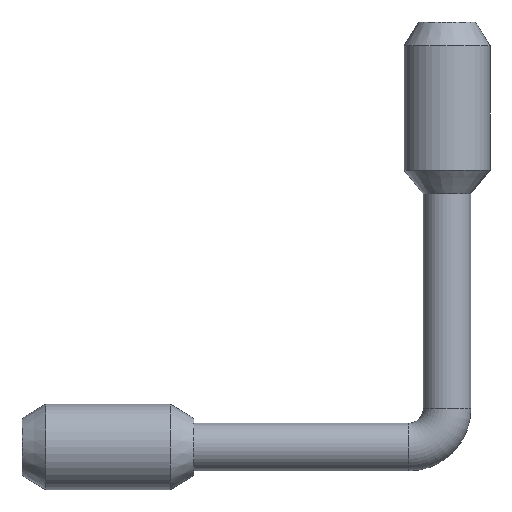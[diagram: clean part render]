
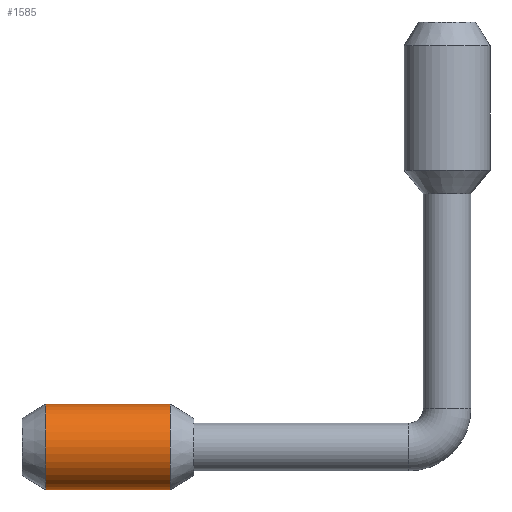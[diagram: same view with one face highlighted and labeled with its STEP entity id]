
A CAD part, front view. The second image highlights one B-rep face of the part: STEP entity #1585.
In plain terms, the highlighted cylindrical face has radius 9 mm (diameter 18 mm), a partial arc.
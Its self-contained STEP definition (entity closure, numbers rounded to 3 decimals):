
#132 = DIRECTION ( 'NONE',  ( -1., 0., 0. ) ) ;
#307 = EDGE_CURVE ( 'NONE', #2663, #3268, #1423, .T. ) ;
#376 = CARTESIAN_POINT ( 'NONE',  ( 13., 0., 9. ) ) ;
#401 = DIRECTION ( 'NONE',  ( 0., 0., 1. ) ) ;
#463 = VECTOR ( 'NONE', #2189, 1000. ) ;
#551 = DIRECTION ( 'NONE',  ( -1., 0., 0. ) ) ;
#631 = EDGE_CURVE ( 'NONE', #3268, #2751, #1802, .T. ) ;
#657 = EDGE_LOOP ( 'NONE', ( #2991, #3178, #871, #1222 ) ) ;
#760 = AXIS2_PLACEMENT_3D ( 'NONE', #1821, #132, #2110 ) ;
#871 = ORIENTED_EDGE ( 'NONE', *, *, #631, .T. ) ;
#1222 = ORIENTED_EDGE ( 'NONE', *, *, #3061, .F. ) ;
#1423 = CIRCLE ( 'NONE', #3272, 9. ) ;
#1468 = VERTEX_POINT ( 'NONE', #2861 ) ;
#1493 = FACE_OUTER_BOUND ( 'NONE', #657, .T. ) ;
#1506 = DIRECTION ( 'NONE',  ( -1., 0., 0. ) ) ;
#1558 = AXIS2_PLACEMENT_3D ( 'NONE', #3031, #551, #1662 ) ;
#1585 = ADVANCED_FACE ( 'NONE', ( #1493 ), #3440, .T. ) ;
#1662 = DIRECTION ( 'NONE',  ( 0., 0., 1. ) ) ;
#1678 = CARTESIAN_POINT ( 'NONE',  ( 13., 0., -9. ) ) ;
#1699 = LINE ( 'NONE', #3335, #463 ) ;
#1744 = CIRCLE ( 'NONE', #1558, 9. ) ;
#1784 = CARTESIAN_POINT ( 'NONE',  ( -43.538, 0., 9. ) ) ;
#1787 = CARTESIAN_POINT ( 'NONE',  ( 13., 0., 0. ) ) ;
#1802 = LINE ( 'NONE', #1784, #2702 ) ;
#1821 = CARTESIAN_POINT ( 'NONE',  ( -43.538, 0., 0. ) ) ;
#2110 = DIRECTION ( 'NONE',  ( 0., 0., 1. ) ) ;
#2189 = DIRECTION ( 'NONE',  ( -1., 0., 0. ) ) ;
#2663 = VERTEX_POINT ( 'NONE', #1678 ) ;
#2696 = EDGE_CURVE ( 'NONE', #2663, #1468, #1699, .T. ) ;
#2702 = VECTOR ( 'NONE', #1506, 1000. ) ;
#2751 = VERTEX_POINT ( 'NONE', #3136 ) ;
#2861 = CARTESIAN_POINT ( 'NONE',  ( -13., 0., -9. ) ) ;
#2880 = DIRECTION ( 'NONE',  ( -1., 0., 0. ) ) ;
#2991 = ORIENTED_EDGE ( 'NONE', *, *, #2696, .F. ) ;
#3031 = CARTESIAN_POINT ( 'NONE',  ( -13., 0., 0. ) ) ;
#3061 = EDGE_CURVE ( 'NONE', #1468, #2751, #1744, .T. ) ;
#3136 = CARTESIAN_POINT ( 'NONE',  ( -13., 0., 9. ) ) ;
#3178 = ORIENTED_EDGE ( 'NONE', *, *, #307, .T. ) ;
#3268 = VERTEX_POINT ( 'NONE', #376 ) ;
#3272 = AXIS2_PLACEMENT_3D ( 'NONE', #1787, #2880, #401 ) ;
#3335 = CARTESIAN_POINT ( 'NONE',  ( -43.538, 0., -9. ) ) ;
#3440 = CYLINDRICAL_SURFACE ( 'NONE', #760, 9. ) ;
